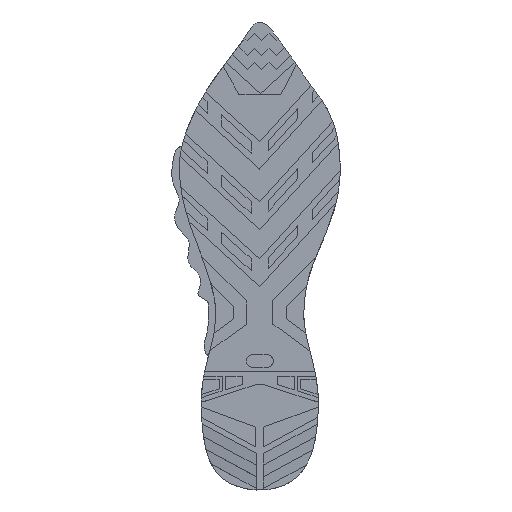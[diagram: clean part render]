
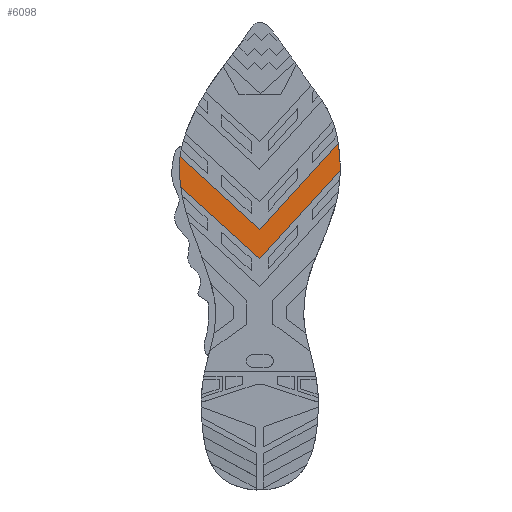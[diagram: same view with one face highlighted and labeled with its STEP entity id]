
A CAD part, top view. The second image highlights one B-rep face of the part: STEP entity #6098.
In plain terms, the highlighted face is planar.
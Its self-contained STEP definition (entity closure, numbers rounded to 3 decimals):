
#236 = DIRECTION ( 'NONE',  ( 0.673, 0., 0.74 ) ) ;
#294 = CARTESIAN_POINT ( 'NONE',  ( 0., 3., 0. ) ) ;
#315 = EDGE_LOOP ( 'NONE', ( #5479, #5119, #5701, #1599, #3347, #4050 ) ) ;
#366 = EDGE_CURVE ( 'NONE', #1286, #4972, #1794, .T. ) ;
#487 = CARTESIAN_POINT ( 'NONE',  ( 55.105, 3., -102.894 ) ) ;
#567 = CARTESIAN_POINT ( 'NONE',  ( 0., 3., -38.144 ) ) ;
#1205 = VERTEX_POINT ( 'NONE', #1537 ) ;
#1286 = VERTEX_POINT ( 'NONE', #3811 ) ;
#1395 = DIRECTION ( 'NONE',  ( 0.673, 0., 0.74 ) ) ;
#1531 = AXIS2_PLACEMENT_3D ( 'NONE', #294, #1779, #5397 ) ;
#1537 = CARTESIAN_POINT ( 'NONE',  ( 54.096, 3., -87.331 ) ) ;
#1599 = ORIENTED_EDGE ( 'NONE', *, *, #5771, .T. ) ;
#1644 = EDGE_CURVE ( 'NONE', #5647, #1205, #2700, .T. ) ;
#1760 = LINE ( 'NONE', #4441, #4531 ) ;
#1779 = DIRECTION ( 'NONE',  ( 0., -1., 0. ) ) ;
#1794 = LINE ( 'NONE', #4981, #4015 ) ;
#2057 = CARTESIAN_POINT ( 'NONE',  ( -53.596, 3., -117.179 ) ) ;
#2229 = CARTESIAN_POINT ( 'NONE',  ( -18.986, 3., -20.88 ) ) ;
#2424 = CARTESIAN_POINT ( 'NONE',  ( -53.596, 3., -117.179 ) ) ;
#2700 = B_SPLINE_CURVE_WITH_KNOTS ( 'NONE', 3,
 ( #5082, #6215, #487, #3067, #5112, #4611 ),
 .UNSPECIFIED., .F., .F.,
 ( 4, 1, 1, 4 ),
 ( 0.151, 0.152, 0.167, 0.175 ),
 .UNSPECIFIED. ) ;
#2816 = VERTEX_POINT ( 'NONE', #4954 ) ;
#3067 = CARTESIAN_POINT ( 'NONE',  ( 55.059, 3., -95.959 ) ) ;
#3347 = ORIENTED_EDGE ( 'NONE', *, *, #4427, .F. ) ;
#3457 = VECTOR ( 'NONE', #236, 1000. ) ;
#3686 = EDGE_CURVE ( 'NONE', #4972, #1205, #5794, .T. ) ;
#3811 = CARTESIAN_POINT ( 'NONE',  ( -54.991, 3., -98.622 ) ) ;
#3825 = PLANE ( 'NONE',  #1531 ) ;
#3837 = DIRECTION ( 'NONE',  ( -0.74, 0., 0.673 ) ) ;
#4015 = VECTOR ( 'NONE', #1395, 1000. ) ;
#4050 = ORIENTED_EDGE ( 'NONE', *, *, #1644, .T. ) ;
#4427 = EDGE_CURVE ( 'NONE', #5647, #2816, #1760, .T. ) ;
#4441 = CARTESIAN_POINT ( 'NONE',  ( -28.986, 3., -31.879 ) ) ;
#4531 = VECTOR ( 'NONE', #3837, 1000. ) ;
#4576 = CARTESIAN_POINT ( 'NONE',  ( -54.34, 3., -112.681 ) ) ;
#4611 = CARTESIAN_POINT ( 'NONE',  ( 54.096, 3., -87.331 ) ) ;
#4741 = CARTESIAN_POINT ( 'NONE',  ( 54.551, 3., -107.835 ) ) ;
#4838 = CARTESIAN_POINT ( 'NONE',  ( 28.986, 3., -26.356 ) ) ;
#4945 = VECTOR ( 'NONE', #5763, 1000. ) ;
#4954 = CARTESIAN_POINT ( 'NONE',  ( 0., 3., -58.234 ) ) ;
#4971 = CARTESIAN_POINT ( 'NONE',  ( -54.991, 3., -98.622 ) ) ;
#4972 = VERTEX_POINT ( 'NONE', #567 ) ;
#4981 = CARTESIAN_POINT ( 'NONE',  ( 18.986, 3., -17.263 ) ) ;
#5082 = CARTESIAN_POINT ( 'NONE',  ( 54.551, 3., -107.835 ) ) ;
#5112 = CARTESIAN_POINT ( 'NONE',  ( 54.401, 3., -89.592 ) ) ;
#5119 = ORIENTED_EDGE ( 'NONE', *, *, #366, .F. ) ;
#5397 = DIRECTION ( 'NONE',  ( 0., 0., -1. ) ) ;
#5403 = LINE ( 'NONE', #4838, #3457 ) ;
#5479 = ORIENTED_EDGE ( 'NONE', *, *, #3686, .F. ) ;
#5508 = CARTESIAN_POINT ( 'NONE',  ( -54.95, 3., -106.378 ) ) ;
#5595 = VERTEX_POINT ( 'NONE', #2057 ) ;
#5647 = VERTEX_POINT ( 'NONE', #4741 ) ;
#5701 = ORIENTED_EDGE ( 'NONE', *, *, #5844, .T. ) ;
#5763 = DIRECTION ( 'NONE',  ( 0.74, 0., -0.673 ) ) ;
#5771 = EDGE_CURVE ( 'NONE', #5595, #2816, #5403, .T. ) ;
#5794 = LINE ( 'NONE', #2229, #4945 ) ;
#5844 = EDGE_CURVE ( 'NONE', #1286, #5595, #6613, .T. ) ;
#5916 = FACE_OUTER_BOUND ( 'NONE', #315, .T. ) ;
#6098 = ADVANCED_FACE ( 'NONE', ( #5916 ), #3825, .T. ) ;
#6137 = CARTESIAN_POINT ( 'NONE',  ( -55.013, 3., -100.256 ) ) ;
#6215 = CARTESIAN_POINT ( 'NONE',  ( 54.589, 3., -107.512 ) ) ;
#6613 = B_SPLINE_CURVE_WITH_KNOTS ( 'NONE', 3,
 ( #4971, #6137, #5508, #4576, #2424 ),
 .UNSPECIFIED., .F., .F.,
 ( 4, 1, 4 ),
 ( 0.838, 0.843, 0.855 ),
 .UNSPECIFIED. ) ;
